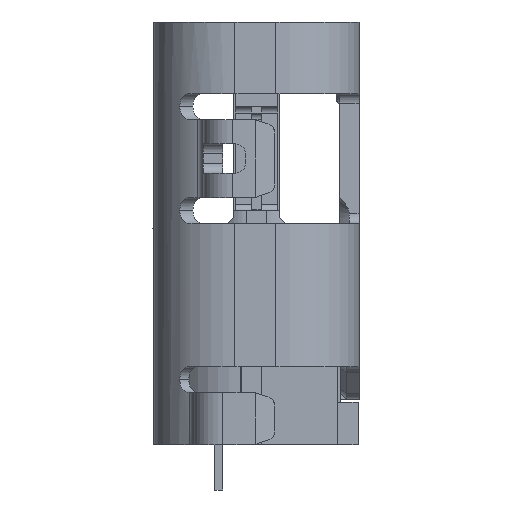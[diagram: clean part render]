
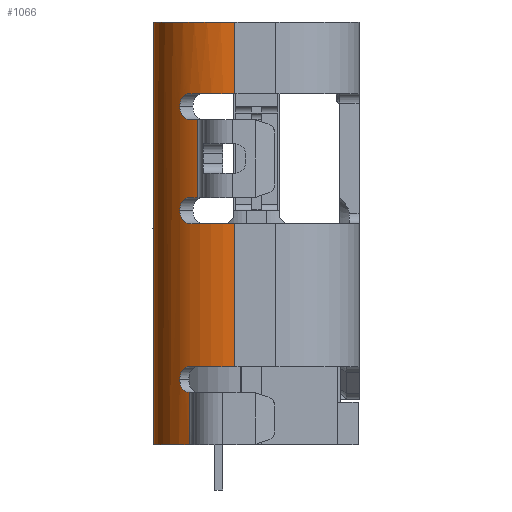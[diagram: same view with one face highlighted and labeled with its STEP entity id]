
A CAD part, left-side view. The second image highlights one B-rep face of the part: STEP entity #1066.
In plain terms, the highlighted cylindrical face has radius 1.25 mm (diameter 2.5 mm), a partial arc.
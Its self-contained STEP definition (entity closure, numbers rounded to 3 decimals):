
#1066=ADVANCED_FACE('NONE',(#2413),#2414,.T.);
#2413=FACE_OUTER_BOUND('',#5612,.T.);
#2414=CYLINDRICAL_SURFACE('',#5613,1.25);
#5612=EDGE_LOOP('',(#9368,#9369,#9370,#9371,#9372,#9373,#9374,#9375,#9376,#9377,#9378,#9379,#9380,#9381,#9382,#9383,#9384,#9385));
#5613=AXIS2_PLACEMENT_3D('',#9386,#9387,#9388);
#9368=ORIENTED_EDGE('',*,*,#16947,.T.);
#9369=ORIENTED_EDGE('',*,*,#16948,.T.);
#9370=ORIENTED_EDGE('',*,*,#16778,.T.);
#9371=ORIENTED_EDGE('',*,*,#16936,.F.);
#9372=ORIENTED_EDGE('',*,*,#16949,.T.);
#9373=ORIENTED_EDGE('',*,*,#16950,.T.);
#9374=ORIENTED_EDGE('',*,*,#16720,.T.);
#9375=ORIENTED_EDGE('',*,*,#16951,.T.);
#9376=ORIENTED_EDGE('',*,*,#16952,.T.);
#9377=ORIENTED_EDGE('',*,*,#16953,.T.);
#9378=ORIENTED_EDGE('',*,*,#16954,.T.);
#9379=ORIENTED_EDGE('',*,*,#16716,.T.);
#9380=ORIENTED_EDGE('',*,*,#16955,.T.);
#9381=ORIENTED_EDGE('',*,*,#16956,.T.);
#9382=ORIENTED_EDGE('',*,*,#16957,.T.);
#9383=ORIENTED_EDGE('',*,*,#16958,.T.);
#9384=ORIENTED_EDGE('',*,*,#16712,.T.);
#9385=ORIENTED_EDGE('',*,*,#16959,.T.);
#9386=CARTESIAN_POINT('',(-0.021,7.845,5.185));
#9387=DIRECTION('',(0.0,0.0,-1.0));
#9388=DIRECTION('',(1.0,0.0,0.0));
#16712=EDGE_CURVE('NONE',#20349,#20350,#20351,.T.);
#16716=EDGE_CURVE('NONE',#20357,#20358,#20359,.T.);
#16720=EDGE_CURVE('NONE',#20365,#20366,#20367,.T.);
#16778=EDGE_CURVE('NONE',#20478,#20476,#20479,.T.);
#16936=EDGE_CURVE('NONE',#20758,#20476,#20760,.T.);
#16947=EDGE_CURVE('NONE',#20780,#20781,#20782,.T.);
#16948=EDGE_CURVE('NONE',#20781,#20478,#20783,.T.);
#16949=EDGE_CURVE('NONE',#20758,#20784,#20785,.T.);
#16950=EDGE_CURVE('NONE',#20784,#20365,#20786,.T.);
#16951=EDGE_CURVE('NONE',#20366,#20787,#20788,.T.);
#16952=EDGE_CURVE('NONE',#20787,#20789,#20790,.T.);
#16953=EDGE_CURVE('NONE',#20789,#20791,#20792,.T.);
#16954=EDGE_CURVE('NONE',#20791,#20357,#20793,.T.);
#16955=EDGE_CURVE('NONE',#20358,#20794,#20795,.T.);
#16956=EDGE_CURVE('NONE',#20794,#20796,#20797,.T.);
#16957=EDGE_CURVE('NONE',#20796,#20798,#20799,.T.);
#16958=EDGE_CURVE('NONE',#20798,#20349,#20800,.T.);
#16959=EDGE_CURVE('NONE',#20350,#20780,#20801,.T.);
#20349=VERTEX_POINT('NONE',#24614);
#20350=VERTEX_POINT('NONE',#24615);
#20351=B_SPLINE_CURVE_WITH_KNOTS('',3,(#24616,#24617,#24618,#24619,#24620,#24621),.UNSPECIFIED.,.F.,.F.,(4,2,4),(0.,0.,0.),.UNSPECIFIED.);
#20357=VERTEX_POINT('NONE',#24634);
#20358=VERTEX_POINT('NONE',#24635);
#20359=B_SPLINE_CURVE_WITH_KNOTS('',3,(#24636,#24637,#24638,#24639,#24640,#24641),.UNSPECIFIED.,.F.,.F.,(4,2,4),(0.,0.,0.),.UNSPECIFIED.);
#20365=VERTEX_POINT('NONE',#24654);
#20366=VERTEX_POINT('NONE',#24655);
#20367=B_SPLINE_CURVE_WITH_KNOTS('',3,(#24656,#24657,#24658,#24659,#24660,#24661),.UNSPECIFIED.,.F.,.F.,(4,2,4),(0.0,0.,0.),.UNSPECIFIED.);
#20476=VERTEX_POINT('NONE',#24813);
#20478=VERTEX_POINT('NONE',#24816);
#20479=LINE('',#24817,#24818);
#20758=VERTEX_POINT('NONE',#25203);
#20760=CIRCLE('',#25205,1.25);
#20780=VERTEX_POINT('NONE',#25231);
#20781=VERTEX_POINT('NONE',#25232);
#20782=LINE('',#25233,#25234);
#20783=CIRCLE('',#25235,1.25);
#20784=VERTEX_POINT('NONE',#25236);
#20785=LINE('',#25237,#25238);
#20786=B_SPLINE_CURVE_WITH_KNOTS('',3,(#25239,#25240,#25241,#25242,#25243,#25244),.UNSPECIFIED.,.F.,.F.,(4,2,4),(0.,0.,0.0),.UNSPECIFIED.);
#20787=VERTEX_POINT('NONE',#25245);
#20788=CIRCLE('',#25246,1.25);
#20789=VERTEX_POINT('NONE',#25247);
#20790=LINE('',#25248,#25249);
#20791=VERTEX_POINT('NONE',#25250);
#20792=CIRCLE('',#25251,1.25);
#20793=B_SPLINE_CURVE_WITH_KNOTS('',3,(#25252,#25253,#25254,#25255,#25256,#25257),.UNSPECIFIED.,.F.,.F.,(4,2,4),(0.,0.,0.),.UNSPECIFIED.);
#20794=VERTEX_POINT('NONE',#25258);
#20795=CIRCLE('',#25259,1.25);
#20796=VERTEX_POINT('NONE',#25260);
#20797=LINE('',#25261,#25262);
#20798=VERTEX_POINT('NONE',#25263);
#20799=CIRCLE('',#25264,1.25);
#20800=B_SPLINE_CURVE_WITH_KNOTS('',3,(#25265,#25266,#25267,#25268,#25269,#25270),.UNSPECIFIED.,.F.,.F.,(4,2,4),(0.,0.,0.),.UNSPECIFIED.);
#20801=CIRCLE('',#25271,1.25);
#24614=CARTESIAN_POINT('',(-0.938,8.695,10.385));
#24615=CARTESIAN_POINT('',(-1.062,8.537,10.585));
#24616=CARTESIAN_POINT('',(-0.938,8.695,10.385));
#24617=CARTESIAN_POINT('',(-0.938,8.695,10.438));
#24618=CARTESIAN_POINT('',(-0.953,8.679,10.489));
#24619=CARTESIAN_POINT('',(-1.001,8.623,10.563));
#24620=CARTESIAN_POINT('',(-1.033,8.581,10.585));
#24621=CARTESIAN_POINT('',(-1.062,8.537,10.585));
#24634=CARTESIAN_POINT('',(-0.938,8.695,8.785));
#24635=CARTESIAN_POINT('',(-1.062,8.537,8.985));
#24636=CARTESIAN_POINT('',(-0.938,8.695,8.785));
#24637=CARTESIAN_POINT('',(-0.938,8.695,8.838));
#24638=CARTESIAN_POINT('',(-0.953,8.679,8.889));
#24639=CARTESIAN_POINT('',(-1.001,8.623,8.963));
#24640=CARTESIAN_POINT('',(-1.033,8.581,8.985));
#24641=CARTESIAN_POINT('',(-1.062,8.537,8.985));
#24654=CARTESIAN_POINT('',(-0.938,8.695,6.185));
#24655=CARTESIAN_POINT('',(-1.062,8.537,6.385));
#24656=CARTESIAN_POINT('',(-0.938,8.695,6.185));
#24657=CARTESIAN_POINT('',(-0.938,8.695,6.238));
#24658=CARTESIAN_POINT('',(-0.953,8.679,6.289));
#24659=CARTESIAN_POINT('',(-1.001,8.623,6.363));
#24660=CARTESIAN_POINT('',(-1.033,8.581,6.385));
#24661=CARTESIAN_POINT('',(-1.062,8.537,6.385));
#24813=CARTESIAN_POINT('',(-0.021,9.095,5.185));
#24816=CARTESIAN_POINT('',(-0.021,9.095,11.685));
#24817=CARTESIAN_POINT('',(-0.021,9.095,5.185));
#24818=VECTOR('',#30842,1000.0);
#25203=CARTESIAN_POINT('',(-1.053,8.55,5.185));
#25205=AXIS2_PLACEMENT_3D('',#31119,#31120,#31121);
#25231=CARTESIAN_POINT('',(-1.271,7.845,10.585));
#25232=CARTESIAN_POINT('',(-1.271,7.845,11.685));
#25233=CARTESIAN_POINT('',(-1.271,7.845,5.185));
#25234=VECTOR('',#31140,1000.0);
#25235=AXIS2_PLACEMENT_3D('',#31141,#31142,#31143);
#25236=CARTESIAN_POINT('',(-1.053,8.55,5.985));
#25237=CARTESIAN_POINT('',(-1.053,8.55,5.185));
#25238=VECTOR('',#31144,1000.0);
#25239=CARTESIAN_POINT('',(-1.053,8.55,5.985));
#25240=CARTESIAN_POINT('',(-1.025,8.592,5.989));
#25241=CARTESIAN_POINT('',(-0.995,8.629,6.012));
#25242=CARTESIAN_POINT('',(-0.951,8.681,6.085));
#25243=CARTESIAN_POINT('',(-0.938,8.695,6.134));
#25244=CARTESIAN_POINT('',(-0.938,8.695,6.185));
#25245=CARTESIAN_POINT('',(-1.271,7.845,6.385));
#25246=AXIS2_PLACEMENT_3D('',#31145,#31146,#31147);
#25247=CARTESIAN_POINT('',(-1.271,7.845,8.585));
#25248=CARTESIAN_POINT('',(-1.271,7.845,5.185));
#25249=VECTOR('',#31148,1000.0);
#25250=CARTESIAN_POINT('',(-1.062,8.537,8.585));
#25251=AXIS2_PLACEMENT_3D('',#31149,#31150,#31151);
#25252=CARTESIAN_POINT('',(-1.062,8.537,8.585));
#25253=CARTESIAN_POINT('',(-1.033,8.581,8.585));
#25254=CARTESIAN_POINT('',(-1.001,8.622,8.606));
#25255=CARTESIAN_POINT('',(-0.953,8.679,8.68));
#25256=CARTESIAN_POINT('',(-0.938,8.695,8.732));
#25257=CARTESIAN_POINT('',(-0.938,8.695,8.785));
#25258=CARTESIAN_POINT('',(-1.133,8.416,8.985));
#25259=AXIS2_PLACEMENT_3D('',#31152,#31153,#31154);
#25260=CARTESIAN_POINT('',(-1.133,8.416,10.185));
#25261=CARTESIAN_POINT('',(-1.133,8.416,5.185));
#25262=VECTOR('',#31155,1000.0);
#25263=CARTESIAN_POINT('',(-1.062,8.537,10.185));
#25264=AXIS2_PLACEMENT_3D('',#31156,#31157,#31158);
#25265=CARTESIAN_POINT('',(-1.062,8.537,10.185));
#25266=CARTESIAN_POINT('',(-1.033,8.581,10.185));
#25267=CARTESIAN_POINT('',(-1.001,8.622,10.206));
#25268=CARTESIAN_POINT('',(-0.953,8.679,10.28));
#25269=CARTESIAN_POINT('',(-0.938,8.695,10.332));
#25270=CARTESIAN_POINT('',(-0.938,8.695,10.385));
#25271=AXIS2_PLACEMENT_3D('',#31159,#31160,#31161);
#30842=DIRECTION('',(0.0,0.0,-1.0));
#31119=CARTESIAN_POINT('',(-0.021,7.845,5.185));
#31120=DIRECTION('',(0.0,0.0,-1.0));
#31121=DIRECTION('',(1.0,0.0,0.0));
#31140=DIRECTION('',(0.0,0.0,1.0));
#31141=CARTESIAN_POINT('',(-0.021,7.845,11.685));
#31142=DIRECTION('',(0.0,0.0,-1.0));
#31143=DIRECTION('',(1.0,0.0,0.0));
#31144=DIRECTION('',(0.0,0.0,1.0));
#31145=CARTESIAN_POINT('',(-0.021,7.845,6.385));
#31146=DIRECTION('',(0.0,0.0,1.0));
#31147=DIRECTION('',(1.0,0.0,0.0));
#31148=DIRECTION('',(0.0,0.0,1.0));
#31149=CARTESIAN_POINT('',(-0.021,7.845,8.585));
#31150=DIRECTION('',(0.0,0.0,-1.0));
#31151=DIRECTION('',(1.0,0.0,0.0));
#31152=CARTESIAN_POINT('',(-0.021,7.845,8.985));
#31153=DIRECTION('',(0.0,0.0,1.0));
#31154=DIRECTION('',(1.0,0.0,0.0));
#31155=DIRECTION('',(0.0,0.0,1.0));
#31156=CARTESIAN_POINT('',(-0.021,7.845,10.185));
#31157=DIRECTION('',(0.0,0.0,-1.0));
#31158=DIRECTION('',(1.0,0.,0.0));
#31159=CARTESIAN_POINT('',(-0.021,7.845,10.585));
#31160=DIRECTION('',(0.0,0.0,1.0));
#31161=DIRECTION('',(1.0,0.0,0.0));
